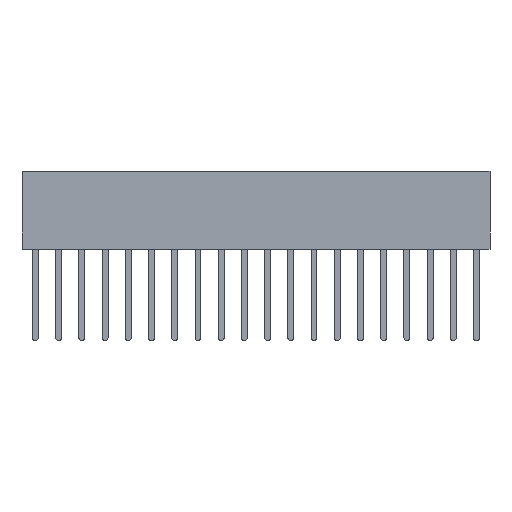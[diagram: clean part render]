
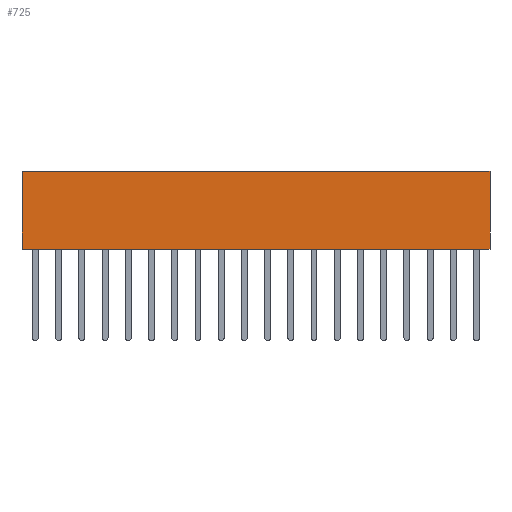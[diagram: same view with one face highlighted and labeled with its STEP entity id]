
A CAD part, front view. The second image highlights one B-rep face of the part: STEP entity #725.
In plain terms, the highlighted planar face has unit normal (0, -1, 0).
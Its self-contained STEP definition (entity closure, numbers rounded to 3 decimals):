
#725 = ADVANCED_FACE ( 'NONE', ( #12955 ), #11957, .F. ) ;
#805 = EDGE_CURVE ( 'NONE', #945, #944, #12212, .T. ) ;
#809 = EDGE_CURVE ( 'NONE', #948, #947, #12224, .T. ) ;
#810 = EDGE_CURVE ( 'NONE', #944, #947, #12227, .T. ) ;
#811 = EDGE_CURVE ( 'NONE', #945, #948, #12230, .T. ) ;
#944 = VERTEX_POINT ( 'NONE', #12561 ) ;
#945 = VERTEX_POINT ( 'NONE', #12562 ) ;
#947 = VERTEX_POINT ( 'NONE', #12564 ) ;
#948 = VERTEX_POINT ( 'NONE', #12565 ) ;
#5971 = EDGE_LOOP ( 'NONE', ( #25472, #25470, #25471, #25469 ) ) ;
#11957 = PLANE ( 'NONE',  #12958 ) ;
#11958 = CARTESIAN_POINT ( 'NONE',  ( -13.519, 71.423, 8.5 ) ) ;
#11959 = DIRECTION ( 'NONE',  ( 0., 1., 0. ) ) ;
#11960 = DIRECTION ( 'NONE',  ( -1., 0., 0. ) ) ;
#12212 = LINE ( 'NONE', #12213, #13097 ) ;
#12213 = CARTESIAN_POINT ( 'NONE',  ( -64.719, 71.423, 8.5 ) ) ;
#12214 = DIRECTION ( 'NONE',  ( 0., 0., -1. ) ) ;
#12224 = LINE ( 'NONE', #12225, #13101 ) ;
#12225 = CARTESIAN_POINT ( 'NONE',  ( -13.519, 71.423, 8.5 ) ) ;
#12226 = DIRECTION ( 'NONE',  ( 0., 0., -1. ) ) ;
#12227 = LINE ( 'NONE', #12228, #13102 ) ;
#12228 = CARTESIAN_POINT ( 'NONE',  ( -13.519, 71.423, 0. ) ) ;
#12229 = DIRECTION ( 'NONE',  ( 1., 0., 0. ) ) ;
#12230 = LINE ( 'NONE', #12231, #13103 ) ;
#12231 = CARTESIAN_POINT ( 'NONE',  ( -13.519, 71.423, 8.5 ) ) ;
#12232 = DIRECTION ( 'NONE',  ( 1., 0., 0. ) ) ;
#12561 = CARTESIAN_POINT ( 'NONE',  ( -64.719, 71.423, 0. ) ) ;
#12562 = CARTESIAN_POINT ( 'NONE',  ( -64.719, 71.423, 8.5 ) ) ;
#12564 = CARTESIAN_POINT ( 'NONE',  ( -13.519, 71.423, 0. ) ) ;
#12565 = CARTESIAN_POINT ( 'NONE',  ( -13.519, 71.423, 8.5 ) ) ;
#12955 = FACE_OUTER_BOUND ( 'NONE', #5971, .T. ) ;
#12958 = AXIS2_PLACEMENT_3D ( 'NONE', #11958, #11959, #11960 ) ;
#13097 = VECTOR ( 'NONE', #12214, 1000. ) ;
#13101 = VECTOR ( 'NONE', #12226, 1000. ) ;
#13102 = VECTOR ( 'NONE', #12229, 1000. ) ;
#13103 = VECTOR ( 'NONE', #12232, 1000. ) ;
#25469 = ORIENTED_EDGE ( 'NONE', *, *, #805, .T. ) ;
#25470 = ORIENTED_EDGE ( 'NONE', *, *, #809, .F. ) ;
#25471 = ORIENTED_EDGE ( 'NONE', *, *, #811, .F. ) ;
#25472 = ORIENTED_EDGE ( 'NONE', *, *, #810, .T. ) ;
